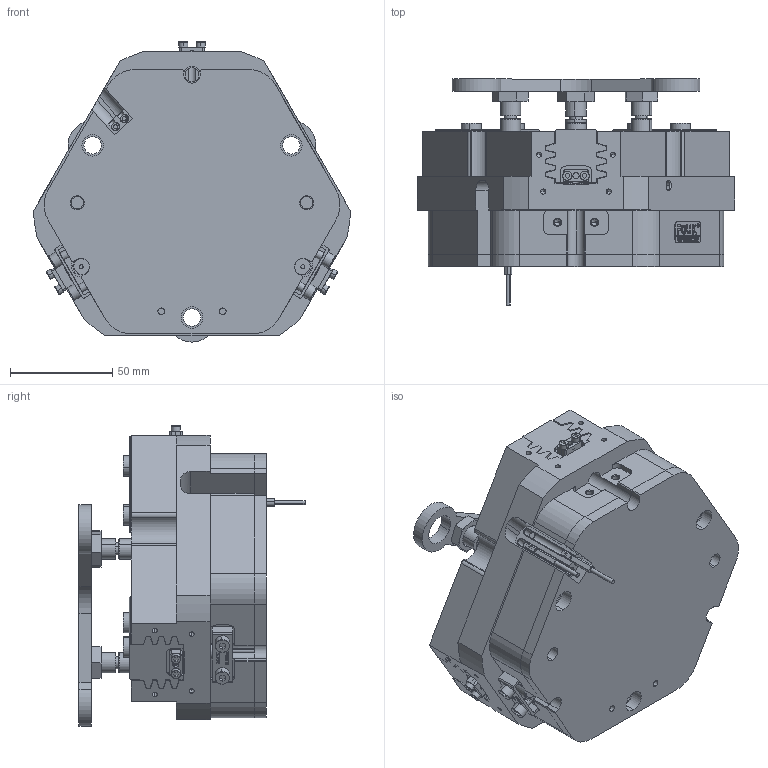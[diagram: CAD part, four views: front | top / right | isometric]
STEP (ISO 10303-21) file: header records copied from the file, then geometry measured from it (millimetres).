
FILE_DESCRIPTION (( 'STEP AP203' ), '1' );
FILE_NAME ('FZ90-155-S-C30.STEP', '2025-03-31T01:22:49', ( 'USER-' ), ( 'Microsoft' ), 'SwSTEP 2.0', 'SolidWorks 2018', '' );
FILE_SCHEMA (( 'CONFIG_CONTROL_DESIGN' ));
Length unit declared in the file: millimetre
Products named in the file (19): FZ90-155-M-05 菁裔啣; -C; 内六角圆柱头螺钉[GBT70_1-2008][M2.5×8]; FZ90-155-M-13 芢蹋啣; 25x10-R1.5; 棠羲換覜ん; FZ90-155-M-07 芢蹋裔; FZ90-155-M-14 芢裝; 揤輸杅耀.sldasm-Part-9; FZ90-155-S-02 喘倛賑輸; 内六角圆柱头螺钉[GBT70_1-2008][M4×12]_M4×12; 六角薄螺母_A级和B级[GBT6172_1-2000][M10]_M10; ﾏ擎ﾗ10｡ﾁ8｡ﾁ6; FZ90-155-M-06 笢猾啣; 20241226-M4 M4換覜ん揤輸.step; 揤輸; FZ90-155-M-01 褲极; 电容传感器; FZ90-155-S-C30
Assembly tree (40 placements, depth 3):
  FZ90-155-S-C30
    FZ90-155-M-01 褲极
    FZ90-155-S-02 喘倛賑輸  x3
    FZ90-155-M-05 菁裔啣
    FZ90-155-M-06 笢猾啣
    FZ90-155-M-07 芢蹋裔  x3
    电容传感器  x2
    20241226-M4 M4換覜ん揤輸.step  x2
    揤輸  x3
      揤輸杅耀.sldasm-Part-9
      内六角圆柱头螺钉[GBT70_1-2008][M2.5×8]
    内六角圆柱头螺钉[GBT70_1-2008][M4×12]_M4×12  x4
    棠羲換覜ん  x2
    ﾏ擎ﾗ10｡ﾁ8｡ﾁ6  x6
    25x10-R1.5
    -C
      FZ90-155-M-14 芢裝  x3
      FZ90-155-M-13 芢蹋啣
    六角薄螺母_A级和B级[GBT6172_1-2000][M10]_M10  x3
Bounding box: 154.79 x 110.34 x 146.5 mm (x, y, z)
Volume: 943724.2 mm3; surface area: 187667.9 mm2
Topology: 42 solids, 52 shells, 2450 faces, 6426 edges, 4141 vertices
Faces by surface type: plane 1155, cylinder 586, bspline 377, cone 292, torus 40
Entity records: 60575 total; most frequent: CARTESIAN_POINT 19572, ORIENTED_EDGE 8388, DIRECTION 7223, EDGE_CURVE 4194, VERTEX_POINT 2753, LINE 2683, VECTOR 2683, AXIS2_PLACEMENT_3D 2270
